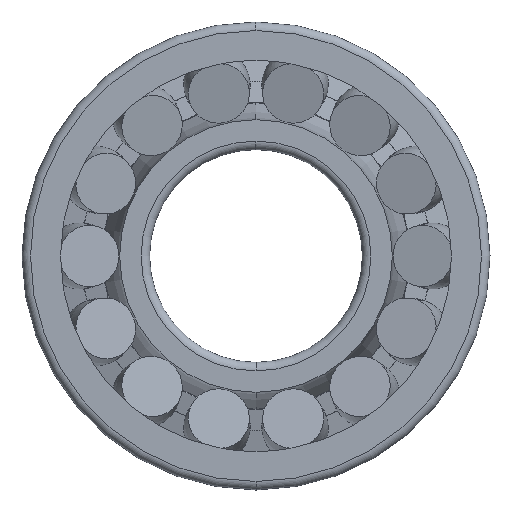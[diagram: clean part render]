
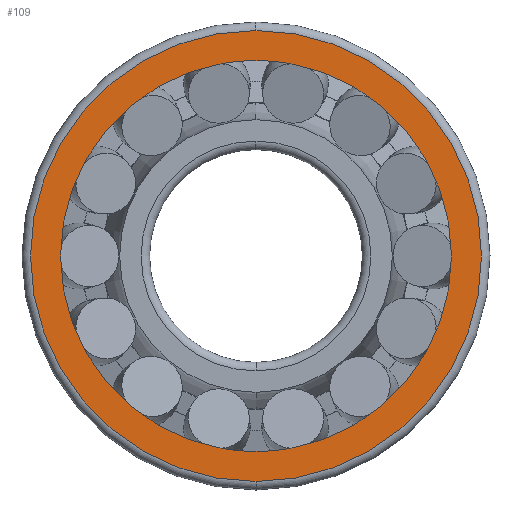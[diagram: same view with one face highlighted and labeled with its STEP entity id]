
A CAD part, left-side view. The second image highlights one B-rep face of the part: STEP entity #109.
In plain terms, the highlighted planar face has unit normal (-1, 0, 0).
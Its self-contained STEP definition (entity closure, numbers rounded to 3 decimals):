
#109=ADVANCED_FACE('',(#371,#372),#373,.T.);
#371=FACE_OUTER_BOUND('',#866,.T.);
#372=FACE_BOUND('',#867,.T.);
#373=PLANE('',#868);
#866=EDGE_LOOP('',(#1608,#1609,#1610));
#867=EDGE_LOOP('',(#1611,#1612,#1613));
#868=AXIS2_PLACEMENT_3D('',#1614,#1615,#1616);
#1608=ORIENTED_EDGE('',*,*,#3136,.F.);
#1609=ORIENTED_EDGE('',*,*,#3135,.F.);
#1610=ORIENTED_EDGE('',*,*,#3177,.F.);
#1611=ORIENTED_EDGE('',*,*,#3181,.T.);
#1612=ORIENTED_EDGE('',*,*,#3114,.T.);
#1613=ORIENTED_EDGE('',*,*,#3182,.T.);
#1614=CARTESIAN_POINT('',(0.,49.475,0.0));
#1615=DIRECTION('',(-1.0,0.,0.0));
#1616=DIRECTION('',(0.,-1.0,0.0));
#3114=EDGE_CURVE('',#3718,#3715,#3719,.T.);
#3135=EDGE_CURVE('',#3757,#3760,#3761,.T.);
#3136=EDGE_CURVE('',#3760,#3762,#3763,.T.);
#3177=EDGE_CURVE('',#3762,#3757,#3820,.T.);
#3181=EDGE_CURVE('',#3825,#3718,#3826,.T.);
#3182=EDGE_CURVE('',#3715,#3825,#3827,.T.);
#3715=VERTEX_POINT('',#4708);
#3718=VERTEX_POINT('',#4711);
#3719=CIRCLE('',#4712,45.95);
#3757=VERTEX_POINT('',#4752);
#3760=VERTEX_POINT('',#4755);
#3761=CIRCLE('',#4756,53.0);
#3762=VERTEX_POINT('',#4757);
#3763=CIRCLE('',#4758,53.0);
#3820=CIRCLE('',#4933,53.0);
#3825=VERTEX_POINT('',#4938);
#3826=CIRCLE('',#4939,45.95);
#3827=CIRCLE('',#4940,45.95);
#4708=CARTESIAN_POINT('',(0.,0.,-45.95));
#4711=CARTESIAN_POINT('',(0.,0.,45.95));
#4712=AXIS2_PLACEMENT_3D('',#9452,#9453,#9454);
#4752=CARTESIAN_POINT('',(0.0,0.,-53.0));
#4755=CARTESIAN_POINT('',(0.0,53.0,0.0));
#4756=AXIS2_PLACEMENT_3D('',#9511,#9512,#9513);
#4757=CARTESIAN_POINT('',(0.0,0.,53.0));
#4758=AXIS2_PLACEMENT_3D('',#9514,#9515,#9516);
#4933=AXIS2_PLACEMENT_3D('',#9584,#9585,#9586);
#4938=CARTESIAN_POINT('',(0.,45.95,0.0));
#4939=AXIS2_PLACEMENT_3D('',#9596,#9597,#9598);
#4940=AXIS2_PLACEMENT_3D('',#9599,#9600,#9601);
#9452=CARTESIAN_POINT('',(0.,0.0,0.0));
#9453=DIRECTION('',(1.0,0.0,0.0));
#9454=DIRECTION('',(0.0,1.0,0.0));
#9511=CARTESIAN_POINT('',(0.0,0.0,0.0));
#9512=DIRECTION('',(1.0,0.0,0.0));
#9513=DIRECTION('',(0.0,1.0,0.0));
#9514=CARTESIAN_POINT('',(0.0,0.0,0.0));
#9515=DIRECTION('',(1.0,0.0,0.0));
#9516=DIRECTION('',(0.0,1.0,0.0));
#9584=CARTESIAN_POINT('',(0.0,0.0,0.0));
#9585=DIRECTION('',(1.0,0.0,0.0));
#9586=DIRECTION('',(0.0,1.0,0.0));
#9596=CARTESIAN_POINT('',(0.,0.0,0.0));
#9597=DIRECTION('',(1.0,0.0,0.0));
#9598=DIRECTION('',(0.0,1.0,0.0));
#9599=CARTESIAN_POINT('',(0.,0.0,0.0));
#9600=DIRECTION('',(1.0,0.0,0.0));
#9601=DIRECTION('',(0.0,1.0,0.0));
